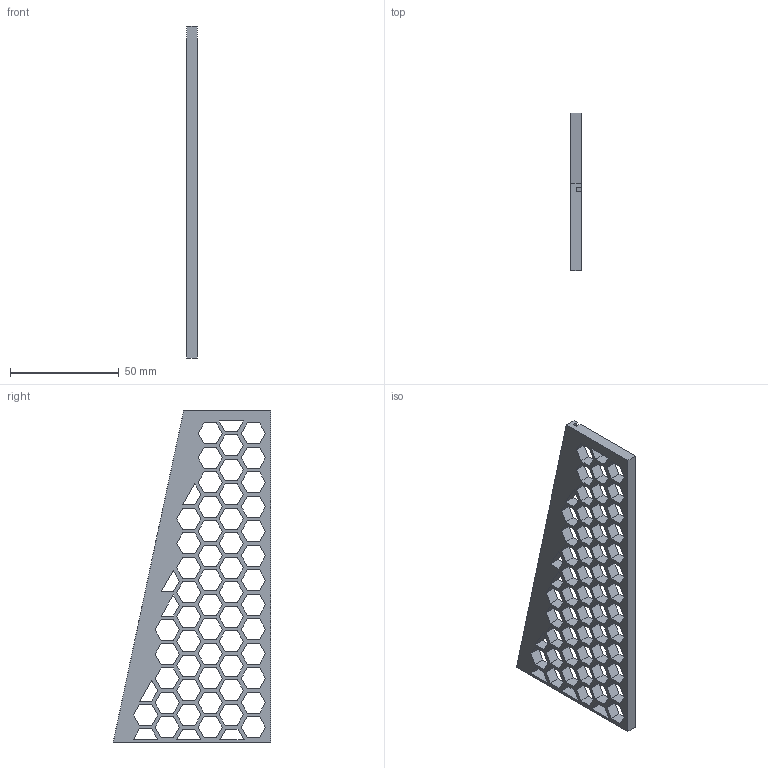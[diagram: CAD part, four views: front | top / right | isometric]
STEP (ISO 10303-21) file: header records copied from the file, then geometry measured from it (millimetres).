
FILE_DESCRIPTION (( 'STEP AP203' ), '1' );
FILE_NAME ('StandLeft.STEP', '2024-03-29T05:03:16', ( '' ), ( '' ), 'SwSTEP 2.0', 'SolidWorks 2022', '' );
FILE_SCHEMA (( 'CONFIG_CONTROL_DESIGN' ));
Length unit declared in the file: millimetre
Products named in the file (1): StandLeft
Bounding box: 5 x 72.43 x 152.59 mm (x, y, z)
Volume: 19043.6 mm3; surface area: 20792.3 mm2
Topology: 1 solids, 1 shells, 360 faces, 1074 edges, 716 vertices
Faces by surface type: plane 360
Entity records: 12159 total; most frequent: CARTESIAN_POINT 2151, ORIENTED_EDGE 2148, DIRECTION 1796, LINE 1074, VECTOR 1074, EDGE_CURVE 1074, VERTEX_POINT 716, EDGE_LOOP 482
